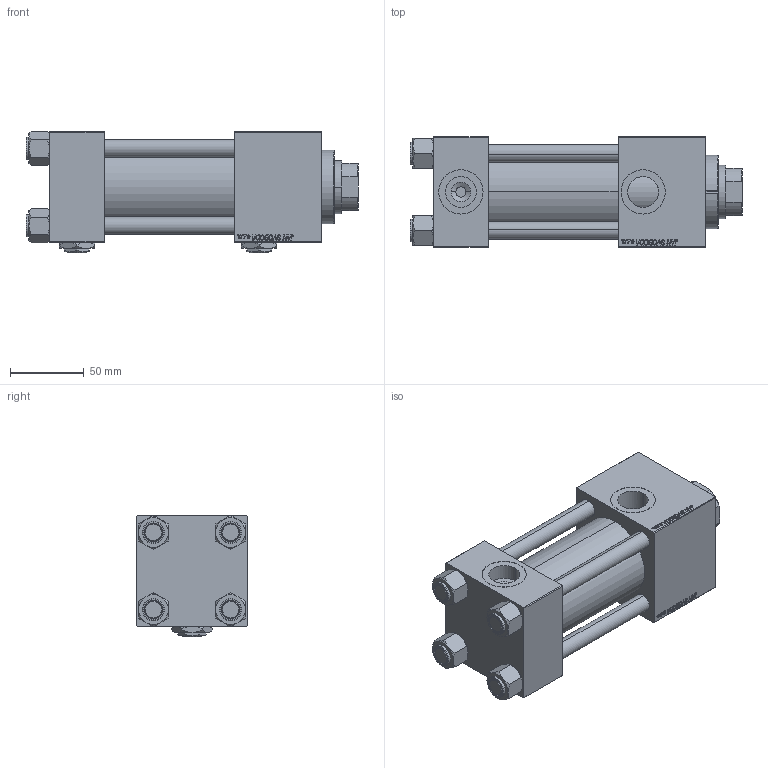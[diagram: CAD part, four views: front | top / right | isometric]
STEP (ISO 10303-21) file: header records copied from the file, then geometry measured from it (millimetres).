
FILE_DESCRIPTION (( 'STEP AP203' ), '1' );
FILE_NAME ('3121.STEP', '2022-04-16T03:50:08', ( '' ), ( '' ), 'SwSTEP 2.0', 'SolidWorks 2019', '' );
FILE_SCHEMA (( 'CONFIG_CONTROL_DESIGN' ));
Length unit declared in the file: millimetre
Products named in the file (7): V215_VC_A 3d43b5ca7dd32b233b70f2f0ca5805ce; V215CR_C_Body 3d43b5ca7dd32b233b70f2f0ca5805ce; V215CR_VCP_C 3d43b5ca7dd32b233b70f2f0ca5805ce; Zatka_pro_OIL_PORT 3d43b5ca7dd32b233b70f2f0ca5805ce; 3121; V215CR_C_TYCINKA 3d43b5ca7dd32b233b70f2f0ca5805ce; NUT_M5_C 3d43b5ca7dd32b233b70f2f0ca5805ce
Assembly tree (13 placements, depth 2):
  3121
    V215CR_C_Body 3d43b5ca7dd32b233b70f2f0ca5805ce
    V215CR_VCP_C 3d43b5ca7dd32b233b70f2f0ca5805ce
    NUT_M5_C 3d43b5ca7dd32b233b70f2f0ca5805ce  x4
    V215CR_C_TYCINKA 3d43b5ca7dd32b233b70f2f0ca5805ce  x4
    V215_VC_A 3d43b5ca7dd32b233b70f2f0ca5805ce
    Zatka_pro_OIL_PORT 3d43b5ca7dd32b233b70f2f0ca5805ce  x2
Bounding box: 225 x 75 x 82.27 mm (x, y, z)
Volume: 740071.3 mm3; surface area: 178001.5 mm2
Topology: 13 solids, 13 shells, 1255 faces, 3123 edges, 2016 vertices
Faces by surface type: plane 575, bspline 392, cone 178, cylinder 102, torus 8
Entity records: 52485 total; most frequent: CARTESIAN_POINT 27809, ORIENTED_EDGE 5548, DIRECTION 3590, EDGE_CURVE 2774, VERTEX_POINT 1815, VECTOR 1642, LINE 1642, EDGE_LOOP 1229
